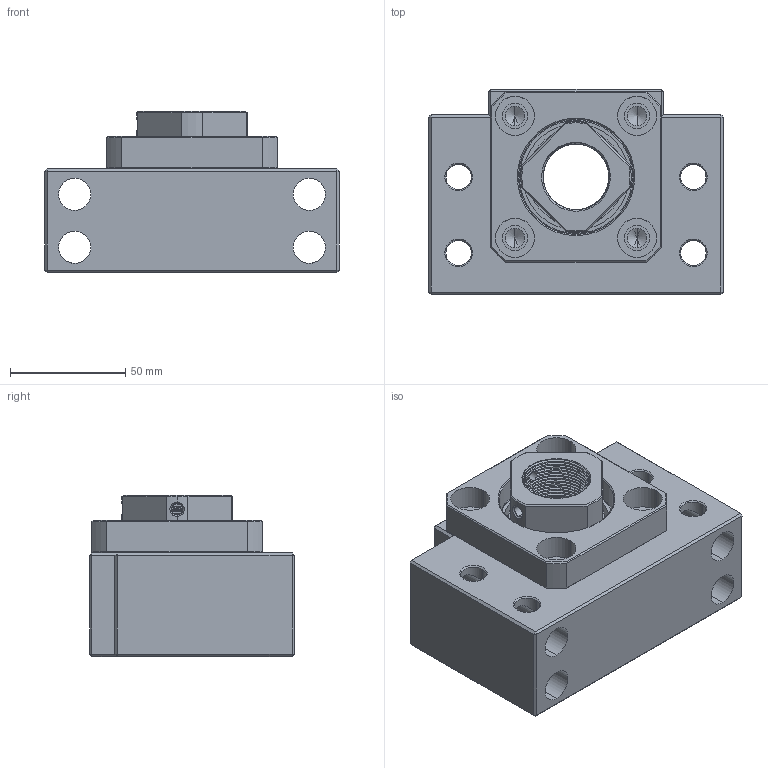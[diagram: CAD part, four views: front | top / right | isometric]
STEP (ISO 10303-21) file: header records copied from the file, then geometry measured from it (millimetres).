
FILE_DESCRIPTION (( 'STEP AP203' ), '1' );
FILE_NAME ('BK30.STEP', '2017-05-04T11:48:43', ( 'User' ), ( '' ), 'SwSTEP 2.0', 'SolidWorks 2015', '' );
FILE_SCHEMA (( 'CONFIG_CONTROL_DESIGN' ));
Length unit declared in the file: millimetre
Products named in the file (1): BK30
Bounding box: 128 x 89 x 70 mm (x, y, z)
Volume: 411527.5 mm3; surface area: 130540.9 mm2
Topology: 37 solids, 37 shells, 499 faces, 1288 edges, 747 vertices
Faces by surface type: cylinder 162, bspline 158, plane 103, cone 76
Entity records: 19750 total; most frequent: CARTESIAN_POINT 9344, ORIENTED_EDGE 2348, DIRECTION 1916, EDGE_CURVE 1174, AXIS2_PLACEMENT_3D 776, VERTEX_POINT 745, EDGE_LOOP 561, FACE_OUTER_BOUND 499
